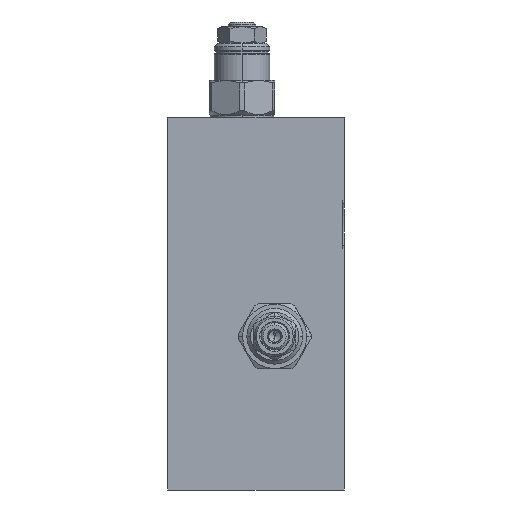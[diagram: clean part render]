
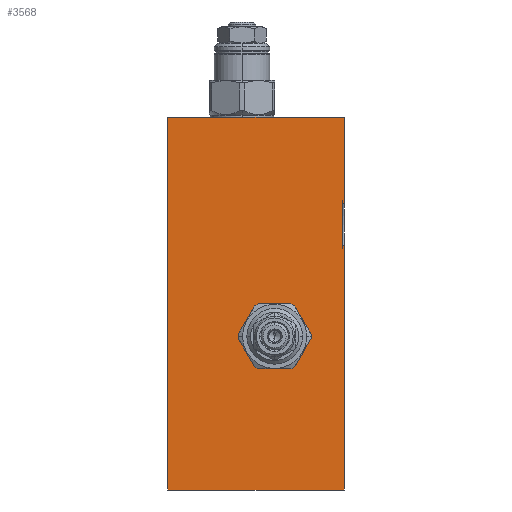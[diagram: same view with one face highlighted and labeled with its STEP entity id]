
A CAD part, front view. The second image highlights one B-rep face of the part: STEP entity #3568.
In plain terms, the highlighted planar face has unit normal (0, -1, 0).
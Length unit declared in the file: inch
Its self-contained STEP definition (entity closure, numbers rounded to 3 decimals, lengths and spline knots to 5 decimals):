
#5=DIRECTION('',(1.,0.,0.));
#6=VECTOR('',#5,2.375);
#7=CARTESIAN_POINT('',(0.,-3.,0.));
#8=LINE('',#7,#6);
#121=DIRECTION('',(0.,0.,1.));
#122=VECTOR('',#121,3.28388);
#123=CARTESIAN_POINT('',(2.375,-3.,0.));
#124=LINE('',#123,#122);
#125=DIRECTION('',(0.,0.,1.));
#126=VECTOR('',#125,1.15988);
#127=CARTESIAN_POINT('',(2.375,-3.,3.84012));
#128=LINE('',#127,#126);
#169=CARTESIAN_POINT('',(1.438,-3.,2.062));
#170=DIRECTION('',(0.,1.,0.));
#171=DIRECTION('',(0.,0.,-1.));
#172=AXIS2_PLACEMENT_3D('',#169,#170,#171);
#174=CARTESIAN_POINT('',(1.438,-3.,2.062));
#175=DIRECTION('',(0.,1.,0.));
#176=DIRECTION('',(0.,0.,1.));
#177=AXIS2_PLACEMENT_3D('',#174,#175,#176);
#179=DIRECTION('',(-1.,0.,0.));
#180=VECTOR('',#179,0.032);
#181=CARTESIAN_POINT('',(2.375,-3.,3.28388));
#182=LINE('',#181,#180);
#183=DIRECTION('',(0.,0.,1.));
#184=VECTOR('',#183,5.);
#185=CARTESIAN_POINT('',(0.,-3.,0.));
#186=LINE('',#185,#184);
#187=DIRECTION('',(-1.,0.,0.));
#188=VECTOR('',#187,0.032);
#189=CARTESIAN_POINT('',(2.375,-3.,3.84012));
#190=LINE('',#189,#188);
#191=DIRECTION('',(0.,0.,-1.));
#192=VECTOR('',#191,0.55623);
#193=CARTESIAN_POINT('',(2.343,-3.,3.84012));
#194=LINE('',#193,#192);
#1649=DIRECTION('',(1.,0.,0.));
#1650=VECTOR('',#1649,2.375);
#1651=CARTESIAN_POINT('',(0.,-3.,5.));
#1652=LINE('',#1651,#1650);
#2993=CARTESIAN_POINT('',(0.,-3.,0.));
#2995=VERTEX_POINT('',#2993);
#2996=CARTESIAN_POINT('',(2.375,-3.,0.));
#2997=VERTEX_POINT('',#2996);
#3001=CARTESIAN_POINT('',(0.,-3.,5.));
#3003=VERTEX_POINT('',#3001);
#3004=CARTESIAN_POINT('',(2.375,-3.,5.));
#3005=VERTEX_POINT('',#3004);
#3156=CARTESIAN_POINT('',(1.438,-3.,2.4925));
#3157=VERTEX_POINT('',#3156);
#3162=CARTESIAN_POINT('',(1.438,-3.,1.6315));
#3163=VERTEX_POINT('',#3162);
#3194=CARTESIAN_POINT('',(2.343,-3.,3.28388));
#3195=CARTESIAN_POINT('',(2.343,-3.,3.84012));
#3196=VERTEX_POINT('',#3194);
#3197=VERTEX_POINT('',#3195);
#3198=CARTESIAN_POINT('',(2.375,-3.,3.28388));
#3199=VERTEX_POINT('',#3198);
#3200=CARTESIAN_POINT('',(2.375,-3.,3.84012));
#3201=VERTEX_POINT('',#3200);
#3543=CARTESIAN_POINT('',(0.,-3.,0.));
#3544=DIRECTION('',(0.,-1.,0.));
#3545=DIRECTION('',(1.,0.,0.));
#3546=AXIS2_PLACEMENT_3D('',#3543,#3544,#3545);
#3547=PLANE('',#3546);
#3549=ORIENTED_EDGE('',*,*,#3548,.F.);
#3550=ORIENTED_EDGE('',*,*,#3507,.F.);
#3551=ORIENTED_EDGE('',*,*,#3397,.F.);
#3552=ORIENTED_EDGE('',*,*,#3416,.T.);
#3554=ORIENTED_EDGE('',*,*,#3553,.T.);
#3555=ORIENTED_EDGE('',*,*,#3511,.F.);
#3557=ORIENTED_EDGE('',*,*,#3556,.T.);
#3559=ORIENTED_EDGE('',*,*,#3558,.T.);
#3560=EDGE_LOOP('',(#3549,#3550,#3551,#3552,#3554,#3555,#3557,#3559));
#3561=FACE_OUTER_BOUND('',#3560,.F.);
#3563=ORIENTED_EDGE('',*,*,#3562,.F.);
#3565=ORIENTED_EDGE('',*,*,#3564,.F.);
#3566=EDGE_LOOP('',(#3563,#3565));
#3567=FACE_BOUND('',#3566,.F.);
#3568=ADVANCED_FACE('',(#3561,#3567),#3547,.T.);
#173=CIRCLE('',#172,0.4305);
#178=CIRCLE('',#177,0.4305);
#3397=EDGE_CURVE('',#2995,#2997,#8,.T.);
#3416=EDGE_CURVE('',#2995,#3003,#186,.T.);
#3507=EDGE_CURVE('',#2997,#3199,#124,.T.);
#3511=EDGE_CURVE('',#3201,#3005,#128,.T.);
#3548=EDGE_CURVE('',#3199,#3196,#182,.T.);
#3553=EDGE_CURVE('',#3003,#3005,#1652,.T.);
#3556=EDGE_CURVE('',#3201,#3197,#190,.T.);
#3558=EDGE_CURVE('',#3197,#3196,#194,.T.);
#3562=EDGE_CURVE('',#3163,#3157,#173,.T.);
#3564=EDGE_CURVE('',#3157,#3163,#178,.T.);
